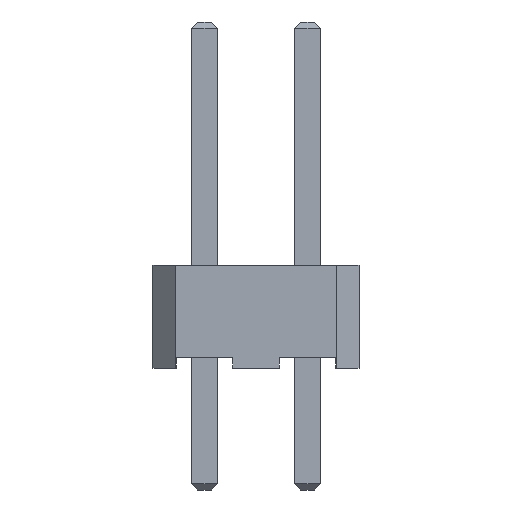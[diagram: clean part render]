
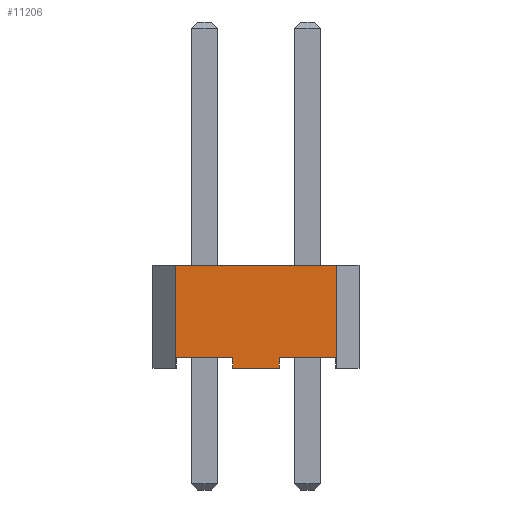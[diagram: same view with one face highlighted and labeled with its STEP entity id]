
A CAD part, left-side view. The second image highlights one B-rep face of the part: STEP entity #11206.
In plain terms, the highlighted planar face has unit normal (-1, 0, 0).
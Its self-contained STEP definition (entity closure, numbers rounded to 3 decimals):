
#620=FACE_OUTER_BOUND('',#1315,.T.);
#1315=EDGE_LOOP('',(#9286,#9287,#9288,#9289,#9290,#9291,#9292,#9293,#9294,
#9295,#9296,#9297));
#2378=LINE('',#16887,#3897);
#2444=LINE('',#17019,#3963);
#2502=LINE('',#17134,#4021);
#2518=LINE('',#17167,#4037);
#2521=LINE('',#17172,#4040);
#2523=LINE('',#17176,#4042);
#2581=LINE('',#17292,#4100);
#2639=LINE('',#17409,#4158);
#2678=LINE('',#17482,#4197);
#2685=LINE('',#17496,#4204);
#2686=LINE('',#17497,#4205);
#2687=LINE('',#17498,#4206);
#3897=VECTOR('',#13848,10.);
#3963=VECTOR('',#13918,10.);
#4021=VECTOR('',#13978,10.);
#4037=VECTOR('',#14006,10.);
#4040=VECTOR('',#14011,10.);
#4042=VECTOR('',#14015,10.);
#4100=VECTOR('',#14075,10.);
#4158=VECTOR('',#14249,10.);
#4197=VECTOR('',#14356,10.);
#4204=VECTOR('',#14375,10.);
#4205=VECTOR('',#14376,10.);
#4206=VECTOR('',#14377,10.);
#5063=VERTEX_POINT('',#16884);
#5064=VERTEX_POINT('',#16886);
#5127=VERTEX_POINT('',#17016);
#5128=VERTEX_POINT('',#17018);
#5184=VERTEX_POINT('',#17132);
#5194=VERTEX_POINT('',#17164);
#5195=VERTEX_POINT('',#17166);
#5196=VERTEX_POINT('',#17170);
#5197=VERTEX_POINT('',#17174);
#5254=VERTEX_POINT('',#17290);
#5255=VERTEX_POINT('',#17408);
#5256=VERTEX_POINT('',#17495);
#6322=EDGE_CURVE('',#5063,#5064,#2378,.T.);
#6388=EDGE_CURVE('',#5127,#5128,#2444,.T.);
#6446=EDGE_CURVE('',#5184,#5127,#2502,.T.);
#6462=EDGE_CURVE('',#5194,#5195,#2518,.T.);
#6465=EDGE_CURVE('',#5194,#5196,#2521,.T.);
#6467=EDGE_CURVE('',#5197,#5196,#2523,.T.);
#6525=EDGE_CURVE('',#5254,#5197,#2581,.T.);
#6583=EDGE_CURVE('',#5195,#5255,#2639,.T.);
#6622=EDGE_CURVE('',#5128,#5063,#2678,.T.);
#6629=EDGE_CURVE('',#5184,#5256,#2685,.T.);
#6630=EDGE_CURVE('',#5255,#5256,#2686,.T.);
#6631=EDGE_CURVE('',#5064,#5254,#2687,.T.);
#9286=ORIENTED_EDGE('',*,*,#6322,.F.);
#9287=ORIENTED_EDGE('',*,*,#6622,.F.);
#9288=ORIENTED_EDGE('',*,*,#6388,.F.);
#9289=ORIENTED_EDGE('',*,*,#6446,.F.);
#9290=ORIENTED_EDGE('',*,*,#6629,.T.);
#9291=ORIENTED_EDGE('',*,*,#6630,.F.);
#9292=ORIENTED_EDGE('',*,*,#6583,.F.);
#9293=ORIENTED_EDGE('',*,*,#6462,.F.);
#9294=ORIENTED_EDGE('',*,*,#6465,.T.);
#9295=ORIENTED_EDGE('',*,*,#6467,.F.);
#9296=ORIENTED_EDGE('',*,*,#6525,.F.);
#9297=ORIENTED_EDGE('',*,*,#6631,.F.);
#10511=PLANE('',#11956);
#11206=ADVANCED_FACE('',(#620),#10511,.T.);
#11956=AXIS2_PLACEMENT_3D('',#17494,#14373,#14374);
#13848=DIRECTION('',(0.,-1.,0.));
#13918=DIRECTION('',(0.,1.,0.));
#13978=DIRECTION('',(0.,0.,-1.));
#14006=DIRECTION('',(0.,0.,-1.));
#14011=DIRECTION('',(0.,-1.,0.));
#14015=DIRECTION('',(0.,0.,1.));
#14075=DIRECTION('',(0.,1.,0.));
#14249=DIRECTION('',(0.,1.,0.));
#14356=DIRECTION('',(0.,0.,1.));
#14373=DIRECTION('center_axis',(-1.,0.,0.));
#14374=DIRECTION('ref_axis',(0.,-1.,0.));
#14375=DIRECTION('',(0.,-1.,0.));
#14376=DIRECTION('',(0.,0.,1.));
#14377=DIRECTION('',(0.,0.,-1.));
#16884=CARTESIAN_POINT('',(-25.4,1.987,2.59));
#16886=CARTESIAN_POINT('',(-25.4,-1.987,2.59));
#16887=CARTESIAN_POINT('',(-25.4,0.,2.59));
#17016=CARTESIAN_POINT('',(-25.4,1.97,0.05));
#17018=CARTESIAN_POINT('',(-25.4,1.987,0.05));
#17019=CARTESIAN_POINT('',(-25.4,1.723,0.05));
#17132=CARTESIAN_POINT('',(-25.4,1.97,0.32));
#17134=CARTESIAN_POINT('',(-25.4,1.97,1.455));
#17164=CARTESIAN_POINT('',(-25.4,-0.57,0.32));
#17166=CARTESIAN_POINT('',(-25.4,-0.57,0.05));
#17167=CARTESIAN_POINT('',(-25.4,-0.57,1.455));
#17170=CARTESIAN_POINT('',(-25.4,-1.97,0.32));
#17172=CARTESIAN_POINT('',(-25.4,-1.135,0.32));
#17174=CARTESIAN_POINT('',(-25.4,-1.97,0.05));
#17176=CARTESIAN_POINT('',(-25.4,-1.97,1.32));
#17290=CARTESIAN_POINT('',(-25.4,-1.987,0.05));
#17292=CARTESIAN_POINT('',(-25.4,-1.159,0.05));
#17408=CARTESIAN_POINT('',(-25.4,0.57,0.05));
#17409=CARTESIAN_POINT('',(-25.4,-0.817,0.05));
#17482=CARTESIAN_POINT('',(-25.4,1.987,0.05));
#17494=CARTESIAN_POINT('Origin',(-25.4,0.,0.05));
#17495=CARTESIAN_POINT('',(-25.4,0.57,0.32));
#17496=CARTESIAN_POINT('',(-25.4,1.405,0.32));
#17497=CARTESIAN_POINT('',(-25.4,0.57,1.32));
#17498=CARTESIAN_POINT('',(-25.4,-1.987,0.05));
